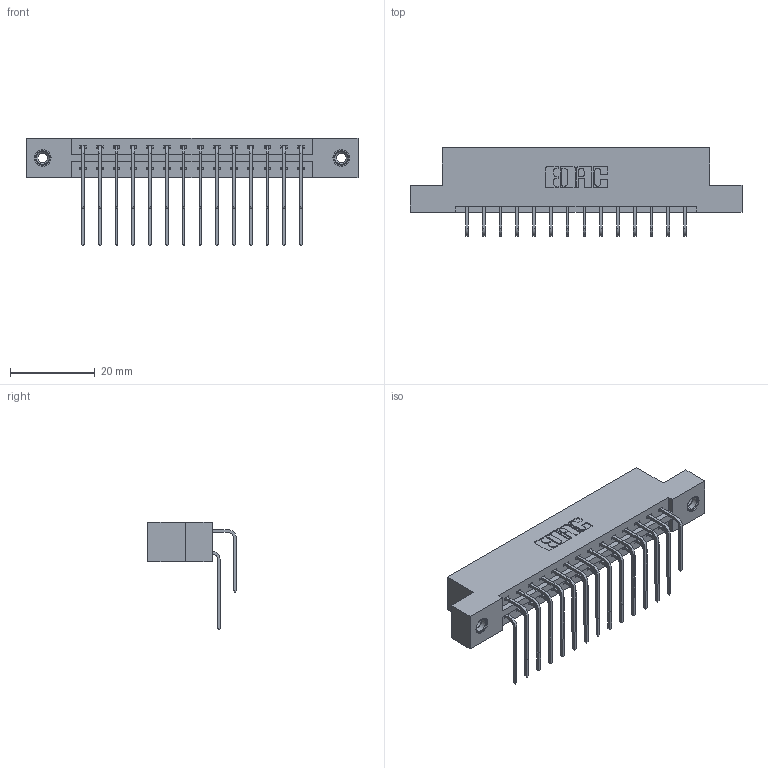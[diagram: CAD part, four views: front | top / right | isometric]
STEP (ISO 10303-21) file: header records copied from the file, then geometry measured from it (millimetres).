
FILE_DESCRIPTION (( 'STEP AP203' ), '1' );
FILE_NAME ('387-028-559-208.STEP', '2019-10-16T23:09:04', ( '' ), ( '' ), 'SwSTEP 2.0', 'SolidWorks 2016', '' );
FILE_SCHEMA (( 'CONFIG_CONTROL_DESIGN' ));
Length unit declared in the file: inch
Products named in the file (5): 337 Part_Flush Mounting Lugs - 0.156 Dia-TI; 345-250-001_345-250-003-102; 387-028-559-208; 345-292-001_558 559 Tail - 1; 345-292-001_559 Tail - 2
Assembly tree (31 placements, depth 2):
  387-028-559-208
    337 Part_Flush Mounting Lugs - 0.156 Dia-TI
    345-292-001_558 559 Tail - 1  x14
    345-292-001_559 Tail - 2  x14
    345-250-001_345-250-003-102  x2
Bounding box: 78.49 x 20.9 x 25.53 mm (x, y, z)
Volume: 8053.8 mm3; surface area: 9667.8 mm2
Topology: 31 solids, 31 shells, 1742 faces, 5123 edges, 3370 vertices
Faces by surface type: plane 1222, cylinder 504, cone 12, torus 4
Entity records: 17446 total; most frequent: CARTESIAN_POINT 2988, ORIENTED_EDGE 2866, DIRECTION 2607, EDGE_CURVE 1433, VECTOR 1245, LINE 1245, VERTEX_POINT 948, AXIS2_PLACEMENT_3D 681
